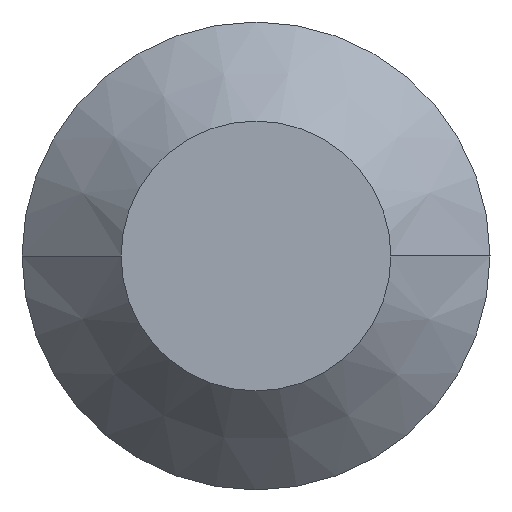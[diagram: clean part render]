
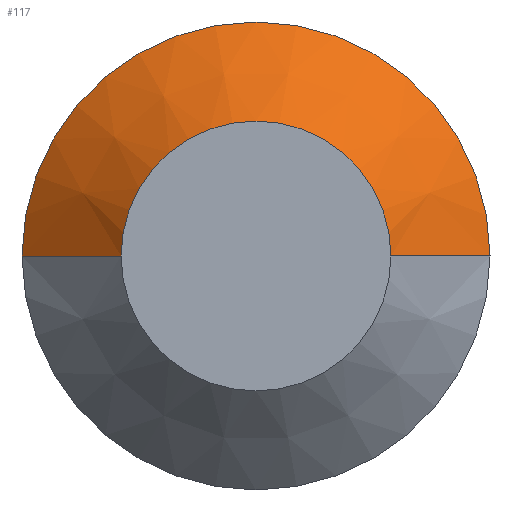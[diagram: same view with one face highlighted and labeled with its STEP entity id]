
A CAD part, left-side view. The second image highlights one B-rep face of the part: STEP entity #117.
In plain terms, the highlighted conical face has half-angle 45 degrees and reference radius 1.5 mm.
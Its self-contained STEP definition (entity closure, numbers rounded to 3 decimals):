
#20 = VECTOR ( 'NONE', #260, 1000. ) ;
#34 = CIRCLE ( 'NONE', #232, 1.5 ) ;
#41 = CARTESIAN_POINT ( 'NONE',  ( 0., -0.865, 0. ) ) ;
#45 = VERTEX_POINT ( 'NONE', #41 ) ;
#46 = CARTESIAN_POINT ( 'NONE',  ( 0.635, 1.5, 0. ) ) ;
#49 = FACE_OUTER_BOUND ( 'NONE', #297, .T. ) ;
#65 = CARTESIAN_POINT ( 'NONE',  ( 0.635, 1.5, 0. ) ) ;
#67 = VECTOR ( 'NONE', #319, 1000. ) ;
#81 = DIRECTION ( 'NONE',  ( 1., 0., 0. ) ) ;
#91 = EDGE_CURVE ( 'NONE', #417, #45, #110, .T. ) ;
#94 = CARTESIAN_POINT ( 'NONE',  ( 0., 0.865, 0. ) ) ;
#110 = CIRCLE ( 'NONE', #318, 0.865 ) ;
#117 = ADVANCED_FACE ( 'NONE', ( #49 ), #364, .T. ) ;
#119 = DIRECTION ( 'NONE',  ( 1., 0., 0. ) ) ;
#144 = DIRECTION ( 'NONE',  ( 0., 1., 0. ) ) ;
#150 = CARTESIAN_POINT ( 'NONE',  ( 0.635, -1.5, 0. ) ) ;
#157 = CARTESIAN_POINT ( 'NONE',  ( 0.635, -1.5, 0. ) ) ;
#167 = ORIENTED_EDGE ( 'NONE', *, *, #366, .T. ) ;
#201 = VERTEX_POINT ( 'NONE', #46 ) ;
#209 = CARTESIAN_POINT ( 'NONE',  ( 0., 0., 0. ) ) ;
#218 = ORIENTED_EDGE ( 'NONE', *, *, #286, .F. ) ;
#232 = AXIS2_PLACEMENT_3D ( 'NONE', #405, #119, #404 ) ;
#233 = VERTEX_POINT ( 'NONE', #150 ) ;
#255 = ORIENTED_EDGE ( 'NONE', *, *, #91, .T. ) ;
#260 = DIRECTION ( 'NONE',  ( 0.707, -0.707, 0. ) ) ;
#286 = EDGE_CURVE ( 'NONE', #201, #233, #34, .T. ) ;
#297 = EDGE_LOOP ( 'NONE', ( #255, #167, #218, #360 ) ) ;
#318 = AXIS2_PLACEMENT_3D ( 'NONE', #209, #81, #333 ) ;
#319 = DIRECTION ( 'NONE',  ( 0.707, 0.707, 0. ) ) ;
#330 = LINE ( 'NONE', #157, #20 ) ;
#333 = DIRECTION ( 'NONE',  ( 0., 1., 0. ) ) ;
#340 = CARTESIAN_POINT ( 'NONE',  ( 0.635, 0., 0. ) ) ;
#347 = EDGE_CURVE ( 'NONE', #417, #201, #353, .T. ) ;
#353 = LINE ( 'NONE', #65, #67 ) ;
#360 = ORIENTED_EDGE ( 'NONE', *, *, #347, .F. ) ;
#361 = AXIS2_PLACEMENT_3D ( 'NONE', #340, #370, #144 ) ;
#364 = CONICAL_SURFACE ( 'NONE', #361, 1.5, 0.785 ) ;
#366 = EDGE_CURVE ( 'NONE', #45, #233, #330, .T. ) ;
#370 = DIRECTION ( 'NONE',  ( 1., 0., 0. ) ) ;
#404 = DIRECTION ( 'NONE',  ( 0., 1., 0. ) ) ;
#405 = CARTESIAN_POINT ( 'NONE',  ( 0.635, 0., 0. ) ) ;
#417 = VERTEX_POINT ( 'NONE', #94 ) ;
